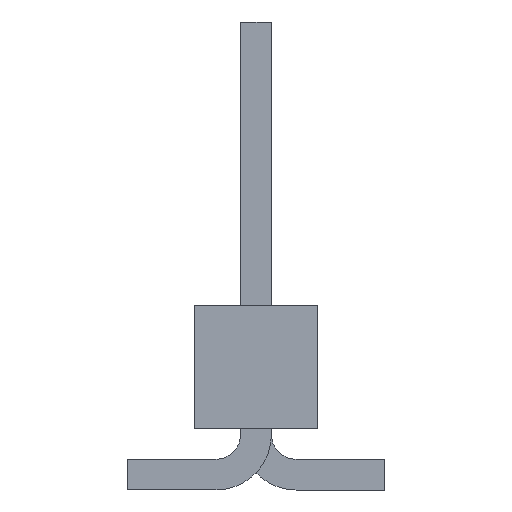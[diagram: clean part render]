
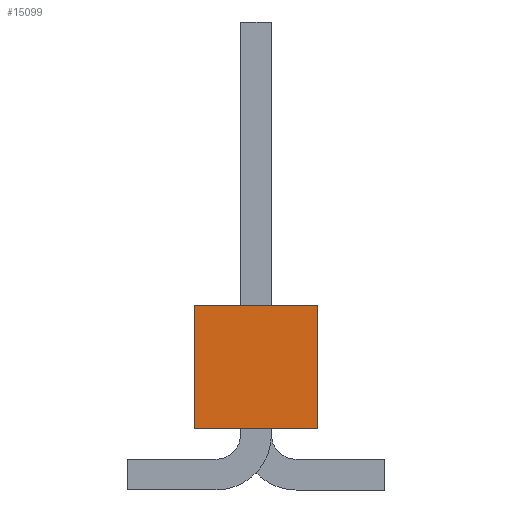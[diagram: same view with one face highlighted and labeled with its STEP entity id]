
A CAD part, left-side view. The second image highlights one B-rep face of the part: STEP entity #15099.
In plain terms, the highlighted face is planar.
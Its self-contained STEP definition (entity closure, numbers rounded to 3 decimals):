
#3284 = VERTEX_POINT('',#3285);
#3285 = CARTESIAN_POINT('',(62.23,1.27,1.27));
#3291 = EDGE_CURVE('',#3284,#3292,#3294,.T.);
#3292 = VERTEX_POINT('',#3293);
#3293 = CARTESIAN_POINT('',(62.23,1.27,-1.27));
#3294 = LINE('',#3295,#3296);
#3295 = CARTESIAN_POINT('',(62.23,1.27,1.27));
#3296 = VECTOR('',#3297,1.);
#3297 = DIRECTION('',(0.,0.,-1.));
#8022 = VERTEX_POINT('',#8023);
#8023 = CARTESIAN_POINT('',(62.23,-1.27,-1.27));
#8029 = EDGE_CURVE('',#8030,#8022,#8032,.T.);
#8030 = VERTEX_POINT('',#8031);
#8031 = CARTESIAN_POINT('',(62.23,-1.27,1.27));
#8032 = LINE('',#8033,#8034);
#8033 = CARTESIAN_POINT('',(62.23,-1.27,1.27));
#8034 = VECTOR('',#8035,1.);
#8035 = DIRECTION('',(0.,0.,-1.));
#10666 = EDGE_CURVE('',#3292,#8022,#10667,.T.);
#10667 = LINE('',#10668,#10669);
#10668 = CARTESIAN_POINT('',(62.23,1.27,-1.27));
#10669 = VECTOR('',#10670,1.);
#10670 = DIRECTION('',(0.,-1.,0.));
#10688 = EDGE_CURVE('',#3284,#8030,#10689,.T.);
#10689 = LINE('',#10690,#10691);
#10690 = CARTESIAN_POINT('',(62.23,1.27,1.27));
#10691 = VECTOR('',#10692,1.);
#10692 = DIRECTION('',(0.,-1.,0.));
#15099 = ADVANCED_FACE('',(#15100),#15106,.F.);
#15100 = FACE_BOUND('',#15101,.T.);
#15101 = EDGE_LOOP('',(#15102,#15103,#15104,#15105));
#15102 = ORIENTED_EDGE('',*,*,#8029,.T.);
#15103 = ORIENTED_EDGE('',*,*,#10666,.F.);
#15104 = ORIENTED_EDGE('',*,*,#3291,.F.);
#15105 = ORIENTED_EDGE('',*,*,#10688,.T.);
#15106 = PLANE('',#15107);
#15107 = AXIS2_PLACEMENT_3D('',#15108,#15109,#15110);
#15108 = CARTESIAN_POINT('',(62.23,1.27,1.27));
#15109 = DIRECTION('',(-1.,0.,0.));
#15110 = DIRECTION('',(0.,0.,1.));
